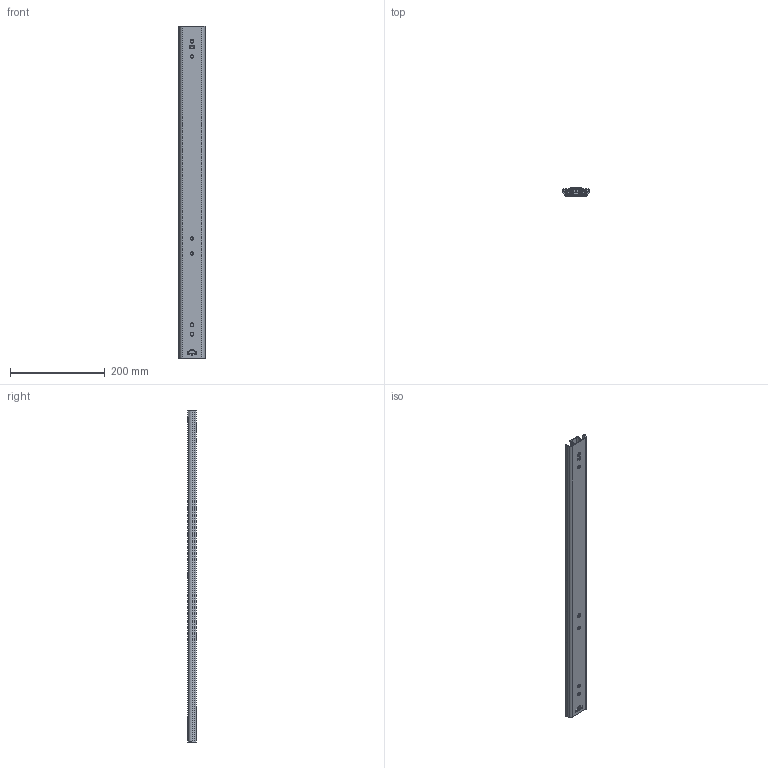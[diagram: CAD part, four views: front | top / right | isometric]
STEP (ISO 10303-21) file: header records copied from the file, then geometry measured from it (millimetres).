
FILE_DESCRIPTION((''),'2;1');
FILE_NAME('112-S28_ASM','2015-05-07T',('w.jans'),(''),'PRO/ENGINEER BY PARAMETRIC TECHNOLOGY CORPORATION, 2003450','PRO/ENGINEER BY PARAMETRIC TECHNOLOGY CORPORATION, 2003450','');
FILE_SCHEMA(('CONFIG_CONTROL_DESIGN'));
Length unit declared in the file: millimetre
Products named in the file (34): 112-S28-SKEL; 511-12-S28-HD_AF0; 511-12-S28-HD_ASM; 515-6XX-12-S28; 911-074; 515-6XX-12-S28_ASM; 512-12-S28-UA2; 512-12-S28-UA2_ASM; 515-7XX-12-S28_AF0; 911-075_AF0; 911-075_AF1; 911-075_AF2; 911-075_AF3; 911-075_AF4; 911-075_AF5; 911-075_AF6; 911-075_AF7; 911-075_AF8; 911-075_AF9; 911-075; 911-075_AF10; 911-075_AF11; 911-075_AF12; 911-075_AF13; 911-075_AF14; 911-075_AF15; 911-075_AF16; 911-075_AF17; 911-075_AF18; 911-075_AF19; 515-7XX-12-S28_ASM; 513-12-S28-U3; 513-12-S28-U3_ASM; 112-S28_ASM
Assembly tree (85 placements, depth 3):
  112-S28_ASM
    112-S28-SKEL
    511-12-S28-HD_ASM
      511-12-S28-HD_AF0
    515-6XX-12-S28_ASM
      515-6XX-12-S28
      911-074  x44
    512-12-S28-UA2_ASM
      512-12-S28-UA2
    515-7XX-12-S28_ASM
      515-7XX-12-S28_AF0
      911-075_AF0
      911-075_AF1
      911-075_AF2
      911-075_AF3
      911-075_AF4
      911-075_AF5
      911-075_AF6
      911-075_AF7
      911-075_AF8
      911-075_AF9
      911-075  x10
      911-075_AF10
      911-075_AF11
      911-075_AF12
      911-075_AF13
      911-075_AF14
      911-075_AF15
      911-075_AF16
      911-075_AF17
      911-075_AF18
      911-075_AF19
    513-12-S28-U3_ASM
      513-12-S28-U3
Bounding box: 55.8 x 17.2 x 700 mm (x, y, z)
Volume: 253176.9 mm3; surface area: 344554.4 mm2
Topology: 79 solids, 79 shells, 1919 faces, 5616 edges, 3550 vertices
Faces by surface type: plane 945, cylinder 772, sphere 148, cone 42, bspline 8, torus 4
Entity records: 64646 total; most frequent: CARTESIAN_POINT 15040, ORIENTED_EDGE 10432, DIRECTION 10246, EDGE_CURVE 5216, AXIS2_PLACEMENT_3D 3496, VERTEX_POINT 3446, VECTOR 3254, LINE 3254
